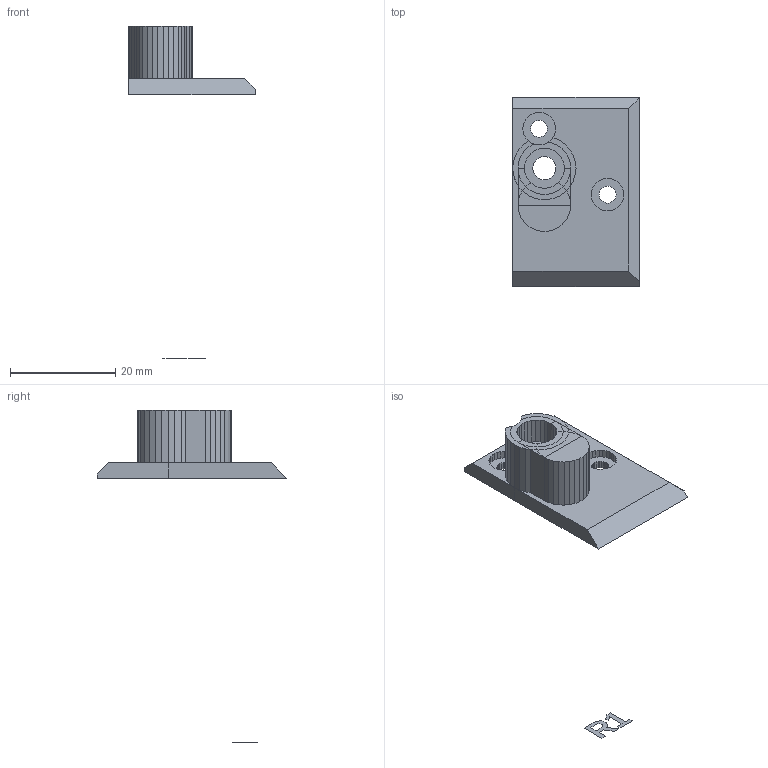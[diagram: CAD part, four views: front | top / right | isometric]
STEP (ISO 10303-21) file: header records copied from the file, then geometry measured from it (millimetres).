
FILE_DESCRIPTION(('FreeCAD Model'),'2;1');
FILE_NAME('mmu2-filament-sensor-cover.step','2020-03-10T13:38:03',('Author'),(''), 'Open CASCADE STEP processor 7.3','FreeCAD','Unknown');
FILE_SCHEMA(('AUTOMOTIVE_DESIGN { 1 0 10303 214 1 1 1 1 }'));
Length unit declared in the file: millimetre
Products named in the file (2): text; difference
Bounding box: 24 x 36 x 63 mm (x, y, z)
Volume: 3520.7 mm3; surface area: 2747.9 mm2
Topology: 1 solids, 3 shells, 326 faces, 1041 edges, 721 vertices
Faces by surface type: plane 296, bspline 30
Entity records: 26112 total; most frequent: CARTESIAN_POINT 5018, DIRECTION 2874, LINE 2280, VECTOR 2280, ORIENTED_EDGE 2039, PCURVE 2039, DEFINITIONAL_REPRESENTATION 2039, EDGE_CURVE 1041
